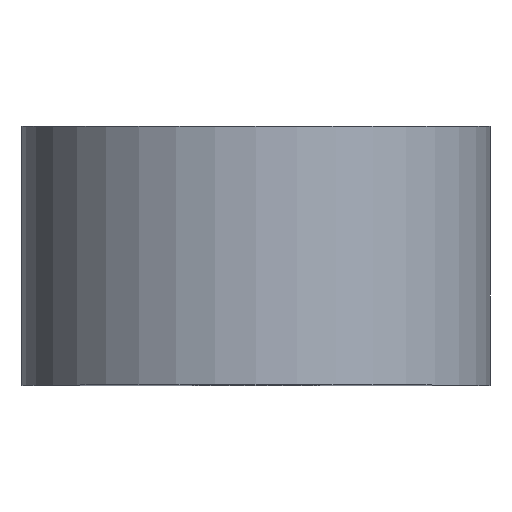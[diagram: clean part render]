
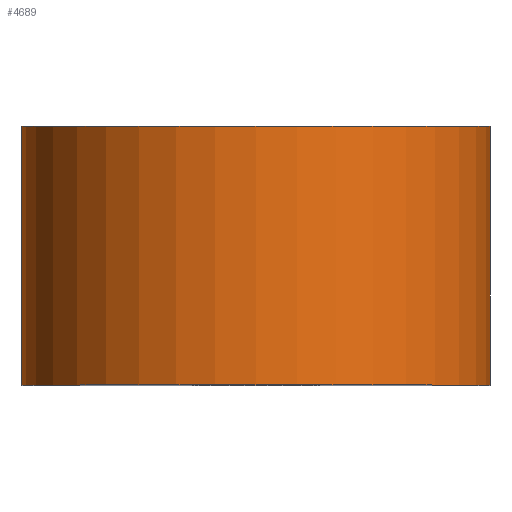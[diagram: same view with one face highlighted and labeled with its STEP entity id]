
A CAD part, top view. The second image highlights one B-rep face of the part: STEP entity #4689.
In plain terms, the highlighted cylindrical face has radius 8.5 mm (diameter 17 mm), a partial arc.
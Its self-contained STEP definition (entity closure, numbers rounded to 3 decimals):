
#42=CYLINDRICAL_SURFACE('',#4893,8.5);
#45=CIRCLE('',#4888,8.5);
#48=CIRCLE('',#4894,8.5);
#66=LINE('',#6395,#379);
#67=LINE('',#6399,#380);
#379=VECTOR('',#5097,1000.);
#380=VECTOR('',#5102,1000.);
#842=ORIENTED_EDGE('',*,*,#1830,.F.);
#843=ORIENTED_EDGE('',*,*,#1829,.F.);
#844=ORIENTED_EDGE('',*,*,#1824,.T.);
#845=ORIENTED_EDGE('',*,*,#1831,.T.);
#1824=EDGE_CURVE('',#2309,#2319,#45,.T.);
#1829=EDGE_CURVE('',#2309,#2323,#66,.T.);
#1830=EDGE_CURVE('',#2323,#2324,#48,.T.);
#1831=EDGE_CURVE('',#2319,#2324,#67,.T.);
#2309=VERTEX_POINT('',#6363);
#2319=VERTEX_POINT('',#6383);
#2323=VERTEX_POINT('',#6393);
#2324=VERTEX_POINT('',#6398);
#2698=EDGE_LOOP('',(#842,#843,#844,#845));
#2931=FACE_BOUND('',#2698,.T.);
#4689=ADVANCED_FACE('',(#2931),#42,.T.);
#4888=AXIS2_PLACEMENT_3D('',#6384,#5085,#5086);
#4893=AXIS2_PLACEMENT_3D('',#6396,#5098,#5099);
#4894=AXIS2_PLACEMENT_3D('',#6397,#5100,#5101);
#5085=DIRECTION('',(0.,-1.,0.));
#5086=DIRECTION('',(1.,0.,0.));
#5097=DIRECTION('',(0.,-1.,0.));
#5098=DIRECTION('',(0.,-1.,0.));
#5099=DIRECTION('',(0.,0.,-1.));
#5100=DIRECTION('',(0.,-1.,0.));
#5101=DIRECTION('',(1.,0.,0.));
#5102=DIRECTION('',(0.,-1.,0.));
#6363=CARTESIAN_POINT('',(8.5,9.4,0.));
#6383=CARTESIAN_POINT('',(-8.5,9.4,0.));
#6384=CARTESIAN_POINT('',(0.,9.4,0.));
#6393=CARTESIAN_POINT('',(8.5,0.,0.));
#6395=CARTESIAN_POINT('',(8.5,9.4,0.));
#6396=CARTESIAN_POINT('',(0.,9.4,0.));
#6397=CARTESIAN_POINT('',(0.,0.,0.));
#6398=CARTESIAN_POINT('',(-8.5,0.,0.));
#6399=CARTESIAN_POINT('',(-8.5,9.4,0.));
